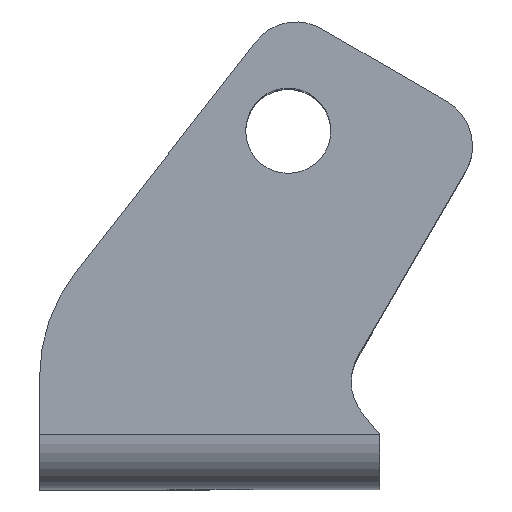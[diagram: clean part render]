
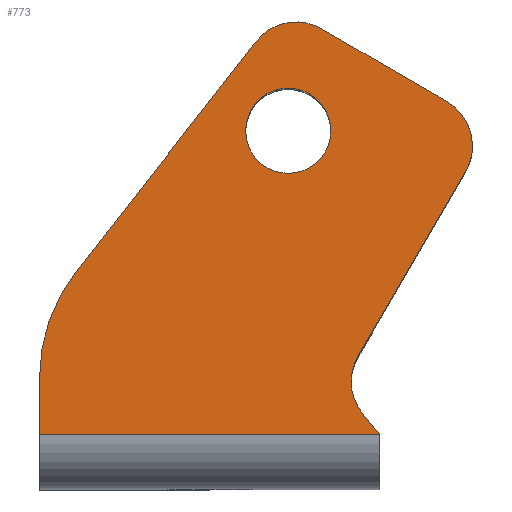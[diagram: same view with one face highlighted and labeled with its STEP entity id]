
A CAD part, top view. The second image highlights one B-rep face of the part: STEP entity #773.
In plain terms, the highlighted planar face has unit normal (0, 0, 1).
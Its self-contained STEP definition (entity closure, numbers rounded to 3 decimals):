
#2 = DIRECTION ( 'NONE',  ( 0., 0., 1. ) ) ;
#4 = DIRECTION ( 'NONE',  ( 0., 1., 0. ) ) ;
#32 = CARTESIAN_POINT ( 'NONE',  ( 23.953, 19.743, 0. ) ) ;
#61 = EDGE_CURVE ( 'NONE', #1223, #1164, #512, .T. ) ;
#63 = PLANE ( 'NONE',  #1111 ) ;
#64 = DIRECTION ( 'NONE',  ( 0., 0., 1. ) ) ;
#66 = DIRECTION ( 'NONE',  ( 0., 0., 1. ) ) ;
#68 = FACE_OUTER_BOUND ( 'NONE', #1212, .T. ) ;
#84 = FACE_BOUND ( 'NONE', #428, .T. ) ;
#137 = EDGE_CURVE ( 'NONE', #791, #708, #418, .T. ) ;
#161 = CIRCLE ( 'NONE', #913, 2.5 ) ;
#170 = DIRECTION ( 'NONE',  ( 0., 0., 1. ) ) ;
#172 = DIRECTION ( 'NONE',  ( 0.503, 0.864, 0. ) ) ;
#178 = EDGE_CURVE ( 'NONE', #791, #273, #355, .T. ) ;
#183 = AXIS2_PLACEMENT_3D ( 'NONE', #377, #66, #1104 ) ;
#186 = CARTESIAN_POINT ( 'NONE',  ( 14.66, 25.158, 0. ) ) ;
#194 = ORIENTED_EDGE ( 'NONE', *, *, #816, .T. ) ;
#200 = CARTESIAN_POINT ( 'NONE',  ( 25.035, 15.64, 0. ) ) ;
#234 = ORIENTED_EDGE ( 'NONE', *, *, #137, .F. ) ;
#270 = AXIS2_PLACEMENT_3D ( 'NONE', #1192, #2, #1125 ) ;
#273 = VERTEX_POINT ( 'NONE', #758 ) ;
#276 = CARTESIAN_POINT ( 'NONE',  ( 15.087, 21.437, 0. ) ) ;
#283 = DIRECTION ( 'NONE',  ( 0.64, -0.769, 0. ) ) ;
#287 = LINE ( 'NONE', #695, #847 ) ;
#292 = AXIS2_PLACEMENT_3D ( 'NONE', #1299, #170, #1084 ) ;
#328 = CIRCLE ( 'NONE', #980, 3. ) ;
#341 = ORIENTED_EDGE ( 'NONE', *, *, #926, .T. ) ;
#346 = CARTESIAN_POINT ( 'NONE',  ( 0., 0.2, 0. ) ) ;
#354 = DIRECTION ( 'NONE',  ( 0., -1., 0. ) ) ;
#355 = LINE ( 'NONE', #346, #1250 ) ;
#363 = CARTESIAN_POINT ( 'NONE',  ( 12.723, 23.284, 0. ) ) ;
#371 = CARTESIAN_POINT ( 'NONE',  ( 25.443, 17.151, 0. ) ) ;
#377 = CARTESIAN_POINT ( 'NONE',  ( 10., 3.557, 0. ) ) ;
#381 = ORIENTED_EDGE ( 'NONE', *, *, #425, .T. ) ;
#384 = CARTESIAN_POINT ( 'NONE',  ( 17.117, 18.041, 0. ) ) ;
#387 = EDGE_CURVE ( 'NONE', #1161, #273, #1194, .T. ) ;
#392 = CARTESIAN_POINT ( 'NONE',  ( 12.117, 18.041, 0. ) ) ;
#405 = VERTEX_POINT ( 'NONE', #392 ) ;
#410 = CARTESIAN_POINT ( 'NONE',  ( -3.396, 2.653, 0. ) ) ;
#418 = LINE ( 'NONE', #927, #587 ) ;
#425 = EDGE_CURVE ( 'NONE', #761, #1076, #826, .T. ) ;
#428 = EDGE_LOOP ( 'NONE', ( #1198, #494 ) ) ;
#442 = VERTEX_POINT ( 'NONE', #200 ) ;
#445 = CARTESIAN_POINT ( 'NONE',  ( 2.12, 9.713, 0. ) ) ;
#472 = CARTESIAN_POINT ( 'NONE',  ( 16.597, 24.029, 0. ) ) ;
#489 = DIRECTION ( 'NONE',  ( -0.864, 0.503, 0. ) ) ;
#494 = ORIENTED_EDGE ( 'NONE', *, *, #854, .F. ) ;
#512 = LINE ( 'NONE', #632, #953 ) ;
#539 = ORIENTED_EDGE ( 'NONE', *, *, #61, .F. ) ;
#587 = VECTOR ( 'NONE', #4, 1000. ) ;
#607 = EDGE_CURVE ( 'NONE', #1161, #1164, #1197, .T. ) ;
#628 = LINE ( 'NONE', #410, #915 ) ;
#632 = CARTESIAN_POINT ( 'NONE',  ( 11.885, -6.926, 0. ) ) ;
#633 = AXIS2_PLACEMENT_3D ( 'NONE', #1095, #64, #690 ) ;
#649 = ORIENTED_EDGE ( 'NONE', *, *, #1122, .T. ) ;
#667 = VERTEX_POINT ( 'NONE', #445 ) ;
#687 = CARTESIAN_POINT ( 'NONE',  ( 19.013, 1.386, 0. ) ) ;
#690 = DIRECTION ( 'NONE',  ( 0., -1., 0. ) ) ;
#695 = CARTESIAN_POINT ( 'NONE',  ( 11.885, -6.926, 0. ) ) ;
#708 = VERTEX_POINT ( 'NONE', #751 ) ;
#717 = EDGE_CURVE ( 'NONE', #756, #405, #161, .T. ) ;
#726 = EDGE_CURVE ( 'NONE', #1113, #1119, #328, .T. ) ;
#746 = DIRECTION ( 'NONE',  ( 0., 0., -1. ) ) ;
#751 = CARTESIAN_POINT ( 'NONE',  ( 0., 3.557, 0. ) ) ;
#756 = VERTEX_POINT ( 'NONE', #384 ) ;
#757 = CARTESIAN_POINT ( 'NONE',  ( 14.617, 18.041, 0. ) ) ;
#758 = CARTESIAN_POINT ( 'NONE',  ( 20., 0.2, 0. ) ) ;
#761 = VERTEX_POINT ( 'NONE', #371 ) ;
#762 = VECTOR ( 'NONE', #489, 1000. ) ;
#773 = ADVANCED_FACE ( 'NONE', ( #84, #68 ), #63, .T. ) ;
#785 = LINE ( 'NONE', #186, #762 ) ;
#791 = VERTEX_POINT ( 'NONE', #1313 ) ;
#798 = CARTESIAN_POINT ( 'NONE',  ( 0., 0., 0. ) ) ;
#803 = EDGE_CURVE ( 'NONE', #1223, #442, #287, .T. ) ;
#806 = DIRECTION ( 'NONE',  ( 0., 0., 1. ) ) ;
#816 = EDGE_CURVE ( 'NONE', #1076, #1113, #785, .T. ) ;
#826 = CIRCLE ( 'NONE', #633, 3. ) ;
#830 = CIRCLE ( 'NONE', #292, 3. ) ;
#839 = ORIENTED_EDGE ( 'NONE', *, *, #387, .F. ) ;
#844 = CARTESIAN_POINT ( 'NONE',  ( 21.319, 3.305, 0. ) ) ;
#847 = VECTOR ( 'NONE', #172, 1000. ) ;
#850 = CIRCLE ( 'NONE', #183, 10. ) ;
#854 = EDGE_CURVE ( 'NONE', #405, #756, #1297, .T. ) ;
#913 = AXIS2_PLACEMENT_3D ( 'NONE', #757, #1114, #1010 ) ;
#915 = VECTOR ( 'NONE', #1230, 1000. ) ;
#926 = EDGE_CURVE ( 'NONE', #1119, #667, #628, .T. ) ;
#927 = CARTESIAN_POINT ( 'NONE',  ( 0., 7., 0. ) ) ;
#930 = VECTOR ( 'NONE', #283, 1000. ) ;
#944 = ORIENTED_EDGE ( 'NONE', *, *, #803, .T. ) ;
#951 = ORIENTED_EDGE ( 'NONE', *, *, #1154, .T. ) ;
#953 = VECTOR ( 'NONE', #1243, 1000. ) ;
#980 = AXIS2_PLACEMENT_3D ( 'NONE', #276, #806, #1220 ) ;
#999 = AXIS2_PLACEMENT_3D ( 'NONE', #844, #746, #354 ) ;
#1004 = DIRECTION ( 'NONE',  ( 0., 0., 1. ) ) ;
#1010 = DIRECTION ( 'NONE',  ( 0., -1., 0. ) ) ;
#1011 = CARTESIAN_POINT ( 'NONE',  ( 11.914, 9.916, 0. ) ) ;
#1021 = ORIENTED_EDGE ( 'NONE', *, *, #726, .T. ) ;
#1057 = ORIENTED_EDGE ( 'NONE', *, *, #607, .T. ) ;
#1076 = VERTEX_POINT ( 'NONE', #32 ) ;
#1080 = DIRECTION ( 'NONE',  ( 1., 0., 0. ) ) ;
#1084 = DIRECTION ( 'NONE',  ( 0., -1., 0. ) ) ;
#1095 = CARTESIAN_POINT ( 'NONE',  ( 22.443, 17.151, 0. ) ) ;
#1104 = DIRECTION ( 'NONE',  ( 0., -1., 0. ) ) ;
#1111 = AXIS2_PLACEMENT_3D ( 'NONE', #798, #1004, #1207 ) ;
#1113 = VERTEX_POINT ( 'NONE', #472 ) ;
#1114 = DIRECTION ( 'NONE',  ( 0., 0., 1. ) ) ;
#1119 = VERTEX_POINT ( 'NONE', #363 ) ;
#1122 = EDGE_CURVE ( 'NONE', #442, #761, #830, .T. ) ;
#1125 = DIRECTION ( 'NONE',  ( 0., -1., 0. ) ) ;
#1146 = ORIENTED_EDGE ( 'NONE', *, *, #178, .T. ) ;
#1154 = EDGE_CURVE ( 'NONE', #667, #708, #850, .T. ) ;
#1161 = VERTEX_POINT ( 'NONE', #687 ) ;
#1164 = VERTEX_POINT ( 'NONE', #1211 ) ;
#1192 = CARTESIAN_POINT ( 'NONE',  ( 14.617, 18.041, 0. ) ) ;
#1194 = LINE ( 'NONE', #1011, #930 ) ;
#1197 = CIRCLE ( 'NONE', #999, 3. ) ;
#1198 = ORIENTED_EDGE ( 'NONE', *, *, #717, .F. ) ;
#1207 = DIRECTION ( 'NONE',  ( 0., -1., 0. ) ) ;
#1211 = CARTESIAN_POINT ( 'NONE',  ( 18.727, 4.815, 0. ) ) ;
#1212 = EDGE_LOOP ( 'NONE', ( #341, #951, #234, #1146, #839, #1057, #539, #944, #649, #381, #194, #1021 ) ) ;
#1220 = DIRECTION ( 'NONE',  ( 0., -1., 0. ) ) ;
#1223 = VERTEX_POINT ( 'NONE', #1229 ) ;
#1229 = CARTESIAN_POINT ( 'NONE',  ( 20., 7., 0. ) ) ;
#1230 = DIRECTION ( 'NONE',  ( -0.616, -0.788, 0. ) ) ;
#1243 = DIRECTION ( 'NONE',  ( -0.503, -0.864, 0. ) ) ;
#1250 = VECTOR ( 'NONE', #1080, 1000. ) ;
#1297 = CIRCLE ( 'NONE', #270, 2.5 ) ;
#1299 = CARTESIAN_POINT ( 'NONE',  ( 22.443, 17.151, 0. ) ) ;
#1313 = CARTESIAN_POINT ( 'NONE',  ( 0., 0.2, 0. ) ) ;
